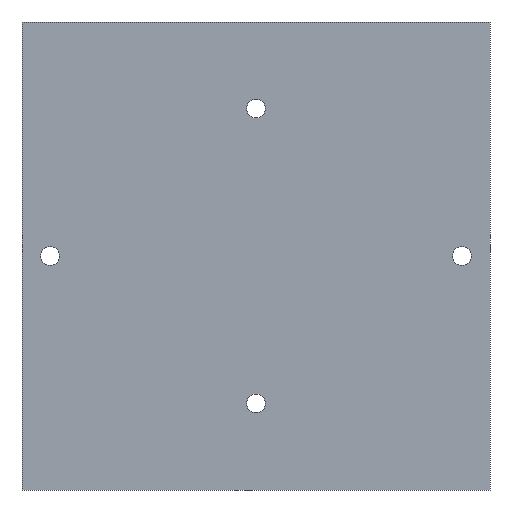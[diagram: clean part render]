
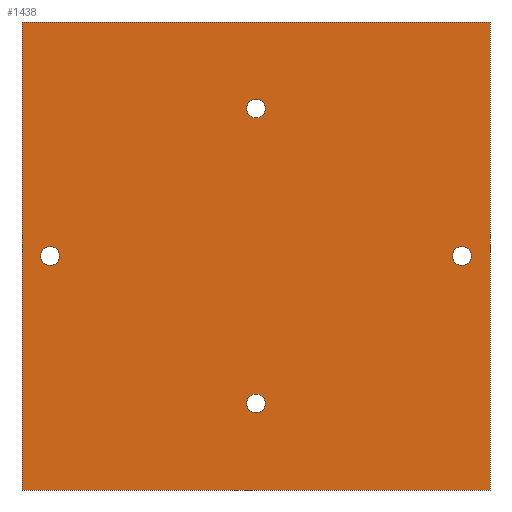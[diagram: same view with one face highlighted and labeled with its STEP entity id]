
A CAD part, front view. The second image highlights one B-rep face of the part: STEP entity #1438.
In plain terms, the highlighted planar face has unit normal (0, -1, 0).
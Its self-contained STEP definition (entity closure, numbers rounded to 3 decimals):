
#121=FACE_BOUND('',#284,.T.);
#122=FACE_BOUND('',#285,.T.);
#123=FACE_BOUND('',#286,.T.);
#124=FACE_BOUND('',#287,.T.);
#138=PLANE('',#1617);
#193=FACE_OUTER_BOUND('',#283,.T.);
#283=EDGE_LOOP('',(#1052,#1053,#1054,#1055));
#284=EDGE_LOOP('',(#1056));
#285=EDGE_LOOP('',(#1057));
#286=EDGE_LOOP('',(#1058));
#287=EDGE_LOOP('',(#1059));
#378=LINE('',#2188,#512);
#382=LINE('',#2195,#516);
#385=LINE('',#2201,#519);
#387=LINE('',#2204,#521);
#512=VECTOR('',#1775,10.);
#516=VECTOR('',#1781,10.);
#519=VECTOR('',#1786,10.);
#521=VECTOR('',#1790,10.);
#641=CIRCLE('',#1602,2.);
#643=CIRCLE('',#1605,2.);
#645=CIRCLE('',#1608,2.);
#647=CIRCLE('',#1611,2.);
#691=VERTEX_POINT('',#2160);
#693=VERTEX_POINT('',#2166);
#695=VERTEX_POINT('',#2172);
#697=VERTEX_POINT('',#2178);
#700=VERTEX_POINT('',#2185);
#701=VERTEX_POINT('',#2187);
#703=VERTEX_POINT('',#2193);
#705=VERTEX_POINT('',#2199);
#816=EDGE_CURVE('',#691,#691,#641,.T.);
#819=EDGE_CURVE('',#693,#693,#643,.T.);
#822=EDGE_CURVE('',#695,#695,#645,.T.);
#825=EDGE_CURVE('',#697,#697,#647,.T.);
#828=EDGE_CURVE('',#701,#700,#378,.T.);
#832=EDGE_CURVE('',#700,#703,#382,.T.);
#835=EDGE_CURVE('',#703,#705,#385,.T.);
#837=EDGE_CURVE('',#705,#701,#387,.T.);
#1052=ORIENTED_EDGE('',*,*,#837,.T.);
#1053=ORIENTED_EDGE('',*,*,#828,.T.);
#1054=ORIENTED_EDGE('',*,*,#832,.T.);
#1055=ORIENTED_EDGE('',*,*,#835,.T.);
#1056=ORIENTED_EDGE('',*,*,#816,.T.);
#1057=ORIENTED_EDGE('',*,*,#819,.T.);
#1058=ORIENTED_EDGE('',*,*,#822,.T.);
#1059=ORIENTED_EDGE('',*,*,#825,.T.);
#1438=ADVANCED_FACE('',(#193,#121,#122,#123,#124),#138,.F.);
#1602=AXIS2_PLACEMENT_3D('',#2162,#1748,#1749);
#1605=AXIS2_PLACEMENT_3D('',#2168,#1755,#1756);
#1608=AXIS2_PLACEMENT_3D('',#2174,#1762,#1763);
#1611=AXIS2_PLACEMENT_3D('',#2180,#1769,#1770);
#1617=AXIS2_PLACEMENT_3D('',#2206,#1793,#1794);
#1748=DIRECTION('center_axis',(0.,1.,0.));
#1749=DIRECTION('ref_axis',(-1.,0.,0.));
#1755=DIRECTION('center_axis',(0.,1.,0.));
#1756=DIRECTION('ref_axis',(-1.,0.,0.));
#1762=DIRECTION('center_axis',(0.,1.,0.));
#1763=DIRECTION('ref_axis',(-1.,0.,0.));
#1769=DIRECTION('center_axis',(0.,1.,0.));
#1770=DIRECTION('ref_axis',(-1.,0.,0.));
#1775=DIRECTION('',(0.,0.,1.));
#1781=DIRECTION('',(-1.,0.,0.));
#1786=DIRECTION('',(0.,0.,-1.));
#1790=DIRECTION('',(1.,0.,0.));
#1793=DIRECTION('center_axis',(0.,1.,0.));
#1794=DIRECTION('ref_axis',(0.,0.,1.));
#2160=CARTESIAN_POINT('',(-42.,0.,0.));
#2162=CARTESIAN_POINT('Origin',(-44.,0.,0.));
#2166=CARTESIAN_POINT('',(2.,0.,31.5));
#2168=CARTESIAN_POINT('Origin',(0.,0.,31.5));
#2172=CARTESIAN_POINT('',(2.,0.,-31.5));
#2174=CARTESIAN_POINT('Origin',(0.,0.,-31.5));
#2178=CARTESIAN_POINT('',(46.,0.,0.));
#2180=CARTESIAN_POINT('Origin',(44.,0.,0.));
#2185=CARTESIAN_POINT('',(50.,0.,50.));
#2187=CARTESIAN_POINT('',(50.,0.,-50.));
#2188=CARTESIAN_POINT('',(50.,0.,-50.));
#2193=CARTESIAN_POINT('',(-50.,0.,50.));
#2195=CARTESIAN_POINT('',(50.,0.,50.));
#2199=CARTESIAN_POINT('',(-50.,0.,-50.));
#2201=CARTESIAN_POINT('',(-50.,0.,50.));
#2204=CARTESIAN_POINT('',(-50.,0.,-50.));
#2206=CARTESIAN_POINT('Origin',(0.,0.,0.));
